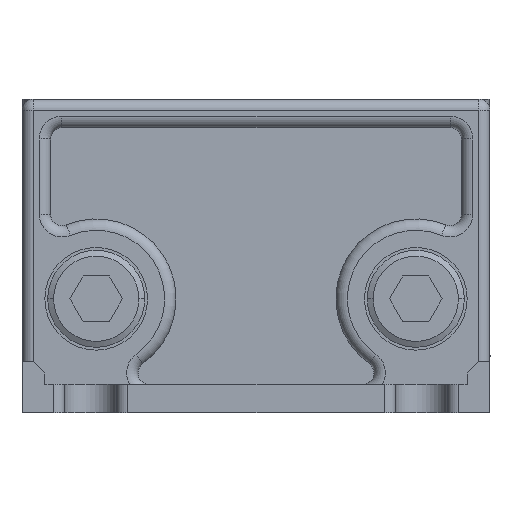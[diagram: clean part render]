
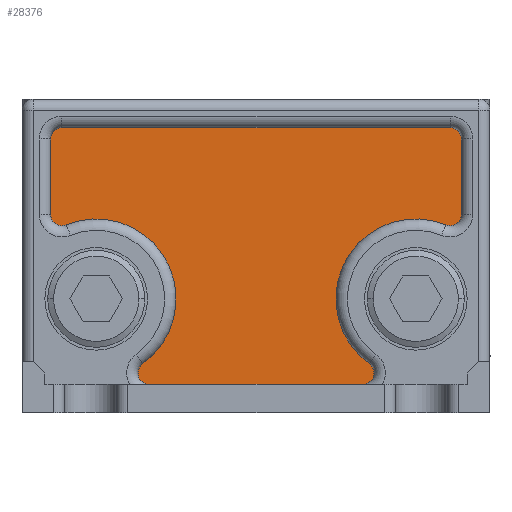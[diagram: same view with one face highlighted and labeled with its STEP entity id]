
A CAD part, left-side view. The second image highlights one B-rep face of the part: STEP entity #28376.
In plain terms, the highlighted planar face has unit normal (-1, 0, 0).
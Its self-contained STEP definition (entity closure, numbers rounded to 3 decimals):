
#26721=CARTESIAN_POINT('',(20.5,11.164,2.5));
#26722=VERTEX_POINT('',#26721);
#26729=CARTESIAN_POINT('',(20.5,29.836,2.5));
#26730=VERTEX_POINT('',#26729);
#26731=CARTESIAN_POINT('',(20.5,29.836,2.5));
#26732=DIRECTION('',(0.0,-1.0,0.0));
#26733=VECTOR('',#26732,18.673);
#26734=LINE('',#26731,#26733);
#26735=EDGE_CURVE('',#26730,#26722,#26734,.T.);
#27236=CARTESIAN_POINT('',(20.5,30.419,4.312));
#27237=VERTEX_POINT('',#27236);
#27244=CARTESIAN_POINT('',(20.5,37.125,16.489));
#27245=VERTEX_POINT('',#27244);
#27246=CARTESIAN_POINT('',(20.5,34.5,10.));
#27247=DIRECTION('',(1.0,0.,0.));
#27248=DIRECTION('',(0.,-0.804,-0.595));
#27249=AXIS2_PLACEMENT_3D('',#27246,#27247,#27248);
#27250=CIRCLE('',#27249,7.);
#27251=EDGE_CURVE('',#27245,#27237,#27250,.T.);
#27278=CARTESIAN_POINT('',(20.5,3.875,16.489));
#27279=VERTEX_POINT('',#27278);
#27286=CARTESIAN_POINT('',(20.5,10.581,4.312));
#27287=VERTEX_POINT('',#27286);
#27288=CARTESIAN_POINT('',(20.5,6.5,10.));
#27289=DIRECTION('',(1.,0.,0.));
#27290=DIRECTION('',(0.,0.217,0.976));
#27291=AXIS2_PLACEMENT_3D('',#27288,#27289,#27290);
#27292=CIRCLE('',#27291,7.);
#27293=EDGE_CURVE('',#27287,#27279,#27292,.T.);
#27484=CARTESIAN_POINT('',(20.5,38.5,17.416));
#27485=VERTEX_POINT('',#27484);
#27492=CARTESIAN_POINT('',(20.5,38.5,24.0));
#27493=VERTEX_POINT('',#27492);
#27494=CARTESIAN_POINT('',(20.5,38.5,17.416));
#27495=DIRECTION('',(0.0,0.0,1.0));
#27496=VECTOR('',#27495,6.584);
#27497=LINE('',#27494,#27496);
#27498=EDGE_CURVE('',#27485,#27493,#27497,.T.);
#27590=CARTESIAN_POINT('',(20.5,29.836,3.5));
#27591=DIRECTION('',(-1.0,0.,0.));
#27592=DIRECTION('',(0.,0.952,-0.306));
#27593=AXIS2_PLACEMENT_3D('',#27590,#27591,#27592);
#27594=CIRCLE('',#27593,1.);
#27595=EDGE_CURVE('',#27237,#26730,#27594,.T.);
#27632=CARTESIAN_POINT('',(20.5,11.164,3.5));
#27633=DIRECTION('',(-1.,0.,0.));
#27634=DIRECTION('',(0.,-0.952,-0.306));
#27635=AXIS2_PLACEMENT_3D('',#27632,#27633,#27634);
#27636=CIRCLE('',#27635,1.);
#27637=EDGE_CURVE('',#26722,#27287,#27636,.T.);
#27649=CARTESIAN_POINT('',(20.5,2.5,17.416));
#27650=VERTEX_POINT('',#27649);
#27657=CARTESIAN_POINT('',(20.5,3.5,17.416));
#27658=DIRECTION('',(-1.,0.,0.));
#27659=DIRECTION('',(0.,-0.559,-0.829));
#27660=AXIS2_PLACEMENT_3D('',#27657,#27658,#27659);
#27661=CIRCLE('',#27660,1.);
#27662=EDGE_CURVE('',#27279,#27650,#27661,.T.);
#27674=CARTESIAN_POINT('',(20.5,2.5,24.));
#27675=VERTEX_POINT('',#27674);
#27682=CARTESIAN_POINT('',(20.5,2.5,17.416));
#27683=DIRECTION('',(0.0,0.0,1.0));
#27684=VECTOR('',#27683,6.584);
#27685=LINE('',#27682,#27684);
#27686=EDGE_CURVE('',#27650,#27675,#27685,.T.);
#27699=CARTESIAN_POINT('',(20.5,37.5,17.416));
#27700=DIRECTION('',(1.,0.,0.));
#27701=DIRECTION('',(0.,0.559,-0.829));
#27702=AXIS2_PLACEMENT_3D('',#27699,#27700,#27701);
#27703=CIRCLE('',#27702,1.);
#27704=EDGE_CURVE('',#27245,#27485,#27703,.T.);
#28099=CARTESIAN_POINT('',(20.5,37.5,25.0));
#28100=VERTEX_POINT('',#28099);
#28101=CARTESIAN_POINT('',(20.5,37.5,24.0));
#28102=DIRECTION('',(1.0,0.,0.));
#28103=DIRECTION('',(0.,0.707,0.707));
#28104=AXIS2_PLACEMENT_3D('',#28101,#28102,#28103);
#28105=CIRCLE('',#28104,1.);
#28106=EDGE_CURVE('',#27493,#28100,#28105,.T.);
#28322=CARTESIAN_POINT('',(20.5,3.5,25.));
#28323=VERTEX_POINT('',#28322);
#28324=CARTESIAN_POINT('',(20.5,3.5,25.));
#28325=DIRECTION('',(0.0,1.0,0.0));
#28326=VECTOR('',#28325,34.0);
#28327=LINE('',#28324,#28326);
#28328=EDGE_CURVE('',#28323,#28100,#28327,.T.);
#28346=CARTESIAN_POINT('',(20.5,3.5,24.));
#28347=DIRECTION('',(-1.0,0.,0.));
#28348=DIRECTION('',(0.,-0.707,0.707));
#28349=AXIS2_PLACEMENT_3D('',#28346,#28347,#28348);
#28350=CIRCLE('',#28349,1.);
#28351=EDGE_CURVE('',#27675,#28323,#28350,.T.);
#28357=CARTESIAN_POINT('',(20.5,20.5,16.));
#28358=DIRECTION('',(-1.0,0.0,0.0));
#28359=DIRECTION('',(0.0,-1.0,0.0));
#28360=AXIS2_PLACEMENT_3D('',#28357,#28358,#28359);
#28361=PLANE('',#28360);
#28362=ORIENTED_EDGE('',*,*,#28351,.T.);
#28363=ORIENTED_EDGE('',*,*,#28328,.T.);
#28364=ORIENTED_EDGE('',*,*,#28106,.F.);
#28365=ORIENTED_EDGE('',*,*,#27498,.F.);
#28366=ORIENTED_EDGE('',*,*,#27704,.F.);
#28367=ORIENTED_EDGE('',*,*,#27251,.T.);
#28368=ORIENTED_EDGE('',*,*,#27595,.T.);
#28369=ORIENTED_EDGE('',*,*,#26735,.T.);
#28370=ORIENTED_EDGE('',*,*,#27637,.T.);
#28371=ORIENTED_EDGE('',*,*,#27293,.T.);
#28372=ORIENTED_EDGE('',*,*,#27662,.T.);
#28373=ORIENTED_EDGE('',*,*,#27686,.T.);
#28374=EDGE_LOOP('',(#28362,#28363,#28364,#28365,#28366,#28367,#28368,#28369,#28370,#28371,#28372,#28373));
#28375=FACE_OUTER_BOUND('',#28374,.T.);
#28376=ADVANCED_FACE('',(#28375),#28361,.T.);
